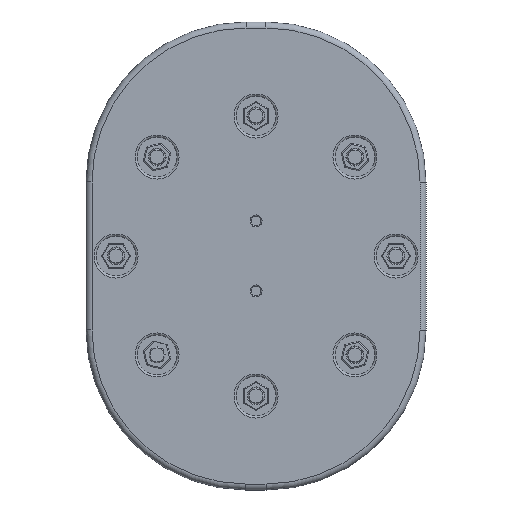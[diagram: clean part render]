
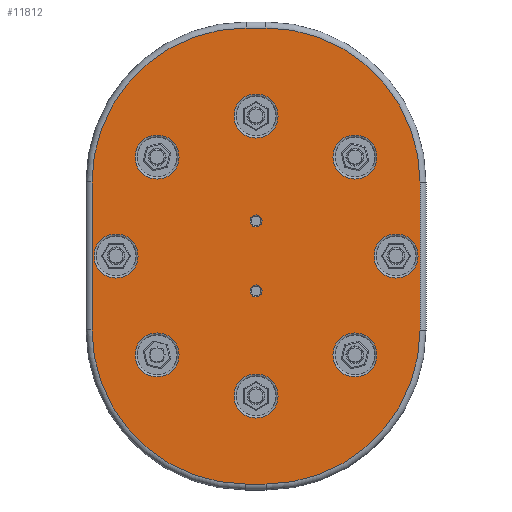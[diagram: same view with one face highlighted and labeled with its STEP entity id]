
A CAD part, front view. The second image highlights one B-rep face of the part: STEP entity #11812.
In plain terms, the highlighted planar face has unit normal (0, -1, 0).
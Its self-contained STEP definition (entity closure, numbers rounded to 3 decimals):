
#308=FACE_BOUND('',#3894,.T.);
#309=FACE_BOUND('',#3895,.T.);
#310=FACE_BOUND('',#3896,.T.);
#311=FACE_BOUND('',#3897,.T.);
#312=FACE_BOUND('',#3898,.T.);
#313=FACE_BOUND('',#3899,.T.);
#314=FACE_BOUND('',#3900,.T.);
#315=FACE_BOUND('',#3901,.T.);
#316=FACE_BOUND('',#3902,.T.);
#317=FACE_BOUND('',#3903,.T.);
#481=PLANE('',#13558);
#1147=LINE('',#21198,#1841);
#1148=LINE('',#21202,#1842);
#1149=LINE('',#21206,#1843);
#1150=LINE('',#21210,#1844);
#1841=VECTOR('',#17697,10.);
#1842=VECTOR('',#17700,10.);
#1843=VECTOR('',#17703,10.);
#1844=VECTOR('',#17706,10.);
#3012=FACE_OUTER_BOUND('',#3893,.T.);
#3893=EDGE_LOOP('',(#10669,#10670,#10671,#10672,#10673,#10674,#10675,#10676));
#3894=EDGE_LOOP('',(#10677));
#3895=EDGE_LOOP('',(#10678));
#3896=EDGE_LOOP('',(#10679));
#3897=EDGE_LOOP('',(#10680));
#3898=EDGE_LOOP('',(#10681));
#3899=EDGE_LOOP('',(#10682));
#3900=EDGE_LOOP('',(#10683));
#3901=EDGE_LOOP('',(#10684));
#3902=EDGE_LOOP('',(#10685));
#3903=EDGE_LOOP('',(#10686));
#4851=CIRCLE('',#13554,3.);
#4855=CIRCLE('',#13559,77.);
#4856=CIRCLE('',#13560,77.);
#4857=CIRCLE('',#13561,77.);
#4858=CIRCLE('',#13562,77.);
#4859=CIRCLE('',#13563,3.);
#4860=CIRCLE('',#13564,11.);
#4861=CIRCLE('',#13565,11.);
#4862=CIRCLE('',#13566,11.);
#4863=CIRCLE('',#13567,11.);
#4864=CIRCLE('',#13568,11.);
#4865=CIRCLE('',#13569,11.);
#4866=CIRCLE('',#13570,11.);
#4867=CIRCLE('',#13571,11.);
#5789=VERTEX_POINT('',#21188);
#5792=VERTEX_POINT('',#21196);
#5793=VERTEX_POINT('',#21197);
#5794=VERTEX_POINT('',#21199);
#5795=VERTEX_POINT('',#21201);
#5796=VERTEX_POINT('',#21203);
#5797=VERTEX_POINT('',#21205);
#5798=VERTEX_POINT('',#21207);
#5799=VERTEX_POINT('',#21209);
#5800=VERTEX_POINT('',#21212);
#5801=VERTEX_POINT('',#21214);
#5802=VERTEX_POINT('',#21216);
#5803=VERTEX_POINT('',#21218);
#5804=VERTEX_POINT('',#21220);
#5805=VERTEX_POINT('',#21222);
#5806=VERTEX_POINT('',#21224);
#5807=VERTEX_POINT('',#21226);
#5808=VERTEX_POINT('',#21228);
#7426=EDGE_CURVE('',#5789,#5789,#4851,.T.);
#7430=EDGE_CURVE('',#5792,#5793,#1147,.T.);
#7431=EDGE_CURVE('',#5794,#5792,#4855,.T.);
#7432=EDGE_CURVE('',#5795,#5794,#1148,.T.);
#7433=EDGE_CURVE('',#5796,#5795,#4856,.T.);
#7434=EDGE_CURVE('',#5797,#5796,#1149,.T.);
#7435=EDGE_CURVE('',#5798,#5797,#4857,.T.);
#7436=EDGE_CURVE('',#5799,#5798,#1150,.T.);
#7437=EDGE_CURVE('',#5793,#5799,#4858,.T.);
#7438=EDGE_CURVE('',#5800,#5800,#4859,.T.);
#7439=EDGE_CURVE('',#5801,#5801,#4860,.T.);
#7440=EDGE_CURVE('',#5802,#5802,#4861,.T.);
#7441=EDGE_CURVE('',#5803,#5803,#4862,.T.);
#7442=EDGE_CURVE('',#5804,#5804,#4863,.T.);
#7443=EDGE_CURVE('',#5805,#5805,#4864,.T.);
#7444=EDGE_CURVE('',#5806,#5806,#4865,.T.);
#7445=EDGE_CURVE('',#5807,#5807,#4866,.T.);
#7446=EDGE_CURVE('',#5808,#5808,#4867,.T.);
#10669=ORIENTED_EDGE('',*,*,#7430,.F.);
#10670=ORIENTED_EDGE('',*,*,#7431,.F.);
#10671=ORIENTED_EDGE('',*,*,#7432,.F.);
#10672=ORIENTED_EDGE('',*,*,#7433,.F.);
#10673=ORIENTED_EDGE('',*,*,#7434,.F.);
#10674=ORIENTED_EDGE('',*,*,#7435,.F.);
#10675=ORIENTED_EDGE('',*,*,#7436,.F.);
#10676=ORIENTED_EDGE('',*,*,#7437,.F.);
#10677=ORIENTED_EDGE('',*,*,#7438,.F.);
#10678=ORIENTED_EDGE('',*,*,#7439,.F.);
#10679=ORIENTED_EDGE('',*,*,#7440,.F.);
#10680=ORIENTED_EDGE('',*,*,#7441,.F.);
#10681=ORIENTED_EDGE('',*,*,#7442,.F.);
#10682=ORIENTED_EDGE('',*,*,#7443,.F.);
#10683=ORIENTED_EDGE('',*,*,#7444,.F.);
#10684=ORIENTED_EDGE('',*,*,#7445,.F.);
#10685=ORIENTED_EDGE('',*,*,#7446,.F.);
#10686=ORIENTED_EDGE('',*,*,#7426,.F.);
#11812=ADVANCED_FACE('',(#3012,#308,#309,#310,#311,#312,#313,#314,#315,
#316,#317),#481,.F.);
#13554=AXIS2_PLACEMENT_3D('',#21189,#17687,#17688);
#13558=AXIS2_PLACEMENT_3D('',#21195,#17695,#17696);
#13559=AXIS2_PLACEMENT_3D('',#21200,#17698,#17699);
#13560=AXIS2_PLACEMENT_3D('',#21204,#17701,#17702);
#13561=AXIS2_PLACEMENT_3D('',#21208,#17704,#17705);
#13562=AXIS2_PLACEMENT_3D('',#21211,#17707,#17708);
#13563=AXIS2_PLACEMENT_3D('',#21213,#17709,#17710);
#13564=AXIS2_PLACEMENT_3D('',#21215,#17711,#17712);
#13565=AXIS2_PLACEMENT_3D('',#21217,#17713,#17714);
#13566=AXIS2_PLACEMENT_3D('',#21219,#17715,#17716);
#13567=AXIS2_PLACEMENT_3D('',#21221,#17717,#17718);
#13568=AXIS2_PLACEMENT_3D('',#21223,#17719,#17720);
#13569=AXIS2_PLACEMENT_3D('',#21225,#17721,#17722);
#13570=AXIS2_PLACEMENT_3D('',#21227,#17723,#17724);
#13571=AXIS2_PLACEMENT_3D('',#21229,#17725,#17726);
#17687=DIRECTION('center_axis',(0.,-1.,0.));
#17688=DIRECTION('ref_axis',(1.,0.,0.));
#17695=DIRECTION('center_axis',(0.,1.,0.));
#17696=DIRECTION('ref_axis',(1.,0.,0.));
#17697=DIRECTION('',(0.,0.,1.));
#17698=DIRECTION('center_axis',(0.,1.,0.));
#17699=DIRECTION('ref_axis',(-0.707,0.,-0.707));
#17700=DIRECTION('',(-1.,0.,0.));
#17701=DIRECTION('center_axis',(0.,1.,0.));
#17702=DIRECTION('ref_axis',(0.707,0.,-0.707));
#17703=DIRECTION('',(0.,0.,-1.));
#17704=DIRECTION('center_axis',(0.,1.,0.));
#17705=DIRECTION('ref_axis',(0.707,0.,0.707));
#17706=DIRECTION('',(1.,0.,0.));
#17707=DIRECTION('center_axis',(0.,1.,0.));
#17708=DIRECTION('ref_axis',(-0.707,0.,0.707));
#17709=DIRECTION('center_axis',(0.,-1.,0.));
#17710=DIRECTION('ref_axis',(1.,0.,0.));
#17711=DIRECTION('center_axis',(0.,-1.,0.));
#17712=DIRECTION('ref_axis',(1.,0.,0.));
#17713=DIRECTION('center_axis',(0.,-1.,0.));
#17714=DIRECTION('ref_axis',(1.,0.,0.));
#17715=DIRECTION('center_axis',(0.,-1.,0.));
#17716=DIRECTION('ref_axis',(1.,0.,0.));
#17717=DIRECTION('center_axis',(0.,-1.,0.));
#17718=DIRECTION('ref_axis',(1.,0.,0.));
#17719=DIRECTION('center_axis',(0.,-1.,0.));
#17720=DIRECTION('ref_axis',(1.,0.,0.));
#17721=DIRECTION('center_axis',(0.,-1.,0.));
#17722=DIRECTION('ref_axis',(1.,0.,0.));
#17723=DIRECTION('center_axis',(0.,-1.,0.));
#17724=DIRECTION('ref_axis',(1.,0.,0.));
#17725=DIRECTION('center_axis',(0.,-1.,0.));
#17726=DIRECTION('ref_axis',(1.,0.,0.));
#21188=CARTESIAN_POINT('',(0.,0.,-20.5));
#21189=CARTESIAN_POINT('Origin',(0.,0.,-17.5));
#21195=CARTESIAN_POINT('Origin',(0.,0.,0.));
#21196=CARTESIAN_POINT('',(-82.,0.,-37.));
#21197=CARTESIAN_POINT('',(-82.,0.,37.));
#21198=CARTESIAN_POINT('',(-82.,0.,-18.5));
#21199=CARTESIAN_POINT('',(-5.,0.,-114.));
#21200=CARTESIAN_POINT('Origin',(-5.,0.,-37.));
#21201=CARTESIAN_POINT('',(5.,0.,-114.));
#21202=CARTESIAN_POINT('',(2.5,0.,-114.));
#21203=CARTESIAN_POINT('',(82.,0.,-37.));
#21204=CARTESIAN_POINT('Origin',(5.,0.,-37.));
#21205=CARTESIAN_POINT('',(82.,0.,37.));
#21206=CARTESIAN_POINT('',(82.,0.,18.5));
#21207=CARTESIAN_POINT('',(5.,0.,114.));
#21208=CARTESIAN_POINT('Origin',(5.,0.,37.));
#21209=CARTESIAN_POINT('',(-5.,0.,114.));
#21210=CARTESIAN_POINT('',(-2.5,0.,114.));
#21211=CARTESIAN_POINT('Origin',(-5.,0.,37.));
#21212=CARTESIAN_POINT('',(0.,0.,14.5));
#21213=CARTESIAN_POINT('Origin',(0.,0.,17.5));
#21214=CARTESIAN_POINT('',(49.497,0.,60.497));
#21215=CARTESIAN_POINT('Origin',(49.497,0.,49.497));
#21216=CARTESIAN_POINT('',(-49.497,0.,60.497));
#21217=CARTESIAN_POINT('Origin',(-49.497,0.,49.497));
#21218=CARTESIAN_POINT('',(-49.497,0.,-38.497));
#21219=CARTESIAN_POINT('Origin',(-49.497,0.,-49.497));
#21220=CARTESIAN_POINT('',(0.,0.,-59.));
#21221=CARTESIAN_POINT('Origin',(0.,0.,-70.));
#21222=CARTESIAN_POINT('',(49.497,0.,-38.497));
#21223=CARTESIAN_POINT('Origin',(49.497,0.,-49.497));
#21224=CARTESIAN_POINT('',(-70.,0.,11.));
#21225=CARTESIAN_POINT('Origin',(-70.,0.,0.));
#21226=CARTESIAN_POINT('',(0.,0.,81.));
#21227=CARTESIAN_POINT('Origin',(0.,0.,70.));
#21228=CARTESIAN_POINT('',(70.,0.,11.));
#21229=CARTESIAN_POINT('Origin',(70.,0.,0.));
